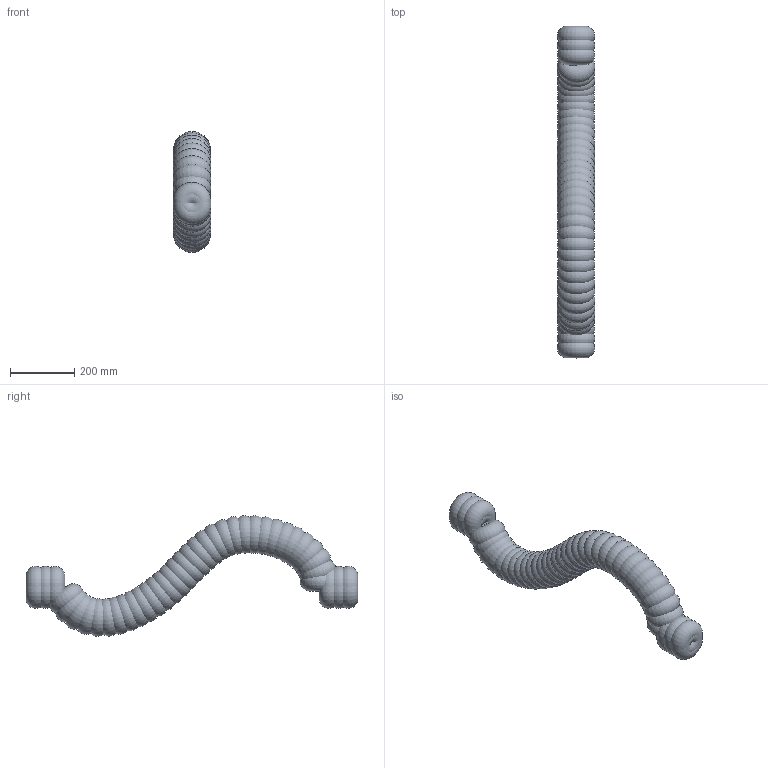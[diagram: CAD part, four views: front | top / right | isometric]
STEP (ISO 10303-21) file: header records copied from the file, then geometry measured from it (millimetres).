
FILE_DESCRIPTION (( 'STEP AP203' ), '1' );
FILE_NAME ('1703.STEP', '2024-07-01T09:39:38', ( '' ), ( '' ), 'SwSTEP 2.0', 'SolidWorks 2018', '' );
FILE_SCHEMA (( 'CONFIG_CONTROL_DESIGN' ));
Length unit declared in the file: millimetre
Products named in the file (1): 1703
Bounding box: 116.57 x 1030 x 374.75 mm (x, y, z)
Volume: 22944087.7 mm3; surface area: 1605411.5 mm2
Topology: 80 solids, 80 shells, 443 faces, 1544 edges, 935 vertices
Faces by surface type: torus 237, bspline 109, plane 97
Entity records: 23033 total; most frequent: CARTESIAN_POINT 13193, ORIENTED_EDGE 2200, DIRECTION 1712, EDGE_CURVE 1100, VERTEX_POINT 788, AXIS2_PLACEMENT_3D 691, ADVANCED_FACE 443, B_SPLINE_CURVE_WITH_KNOTS 414
